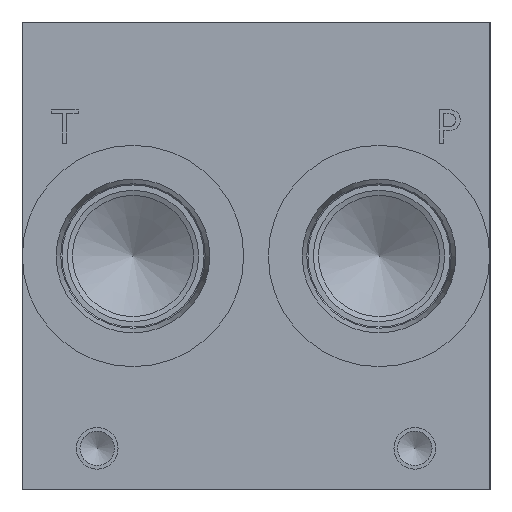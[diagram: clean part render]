
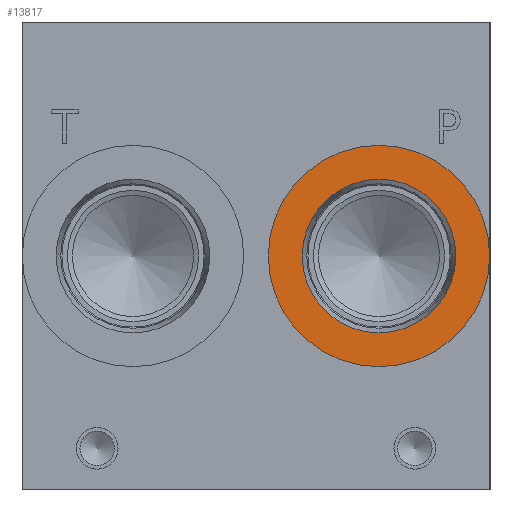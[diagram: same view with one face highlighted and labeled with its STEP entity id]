
A CAD part, left-side view. The second image highlights one B-rep face of the part: STEP entity #13817.
In plain terms, the highlighted planar face has unit normal (-1, 0, 0).
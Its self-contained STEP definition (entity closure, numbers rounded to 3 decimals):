
#463=CIRCLE('',#14650,21.019);
#464=CIRCLE('',#14651,21.019);
#465=CIRCLE('',#14653,14.592);
#466=CIRCLE('',#14654,14.592);
#596=FACE_BOUND('',#2472,.T.);
#978=PLANE('',#14652);
#1669=FACE_OUTER_BOUND('',#2471,.T.);
#2471=EDGE_LOOP('',(#12223,#12224));
#2472=EDGE_LOOP('',(#12225,#12226));
#6604=VERTEX_POINT('',#23966);
#6605=VERTEX_POINT('',#23968);
#6606=VERTEX_POINT('',#23972);
#6607=VERTEX_POINT('',#23973);
#8512=EDGE_CURVE('',#6604,#6605,#463,.T.);
#8513=EDGE_CURVE('',#6605,#6604,#464,.T.);
#8514=EDGE_CURVE('',#6606,#6607,#465,.T.);
#8515=EDGE_CURVE('',#6607,#6606,#466,.T.);
#12223=ORIENTED_EDGE('',*,*,#8513,.F.);
#12224=ORIENTED_EDGE('',*,*,#8512,.F.);
#12225=ORIENTED_EDGE('',*,*,#8514,.T.);
#12226=ORIENTED_EDGE('',*,*,#8515,.T.);
#13817=ADVANCED_FACE('',(#1669,#596),#978,.F.);
#14650=AXIS2_PLACEMENT_3D('',#23969,#17479,#17480);
#14651=AXIS2_PLACEMENT_3D('',#23970,#17481,#17482);
#14652=AXIS2_PLACEMENT_3D('',#23971,#17483,#17484);
#14653=AXIS2_PLACEMENT_3D('',#23974,#17485,#17486);
#14654=AXIS2_PLACEMENT_3D('',#23975,#17487,#17488);
#17479=DIRECTION('center_axis',(1.,0.,0.));
#17480=DIRECTION('ref_axis',(0.,0.,-1.));
#17481=DIRECTION('center_axis',(1.,0.,0.));
#17482=DIRECTION('ref_axis',(0.,0.,-1.));
#17483=DIRECTION('center_axis',(1.,0.,0.));
#17484=DIRECTION('ref_axis',(0.,0.,-1.));
#17485=DIRECTION('center_axis',(1.,0.,0.));
#17486=DIRECTION('ref_axis',(0.,0.,-1.));
#17487=DIRECTION('center_axis',(1.,0.,0.));
#17488=DIRECTION('ref_axis',(0.,0.,-1.));
#23966=CARTESIAN_POINT('',(0.787,21.082,23.432));
#23968=CARTESIAN_POINT('',(0.787,21.082,65.469));
#23969=CARTESIAN_POINT('Origin',(0.787,21.082,44.45));
#23970=CARTESIAN_POINT('Origin',(0.787,21.082,44.45));
#23971=CARTESIAN_POINT('Origin',(0.787,21.082,59.042));
#23972=CARTESIAN_POINT('',(0.787,21.082,59.042));
#23973=CARTESIAN_POINT('',(0.787,21.082,29.858));
#23974=CARTESIAN_POINT('Origin',(0.787,21.082,44.45));
#23975=CARTESIAN_POINT('Origin',(0.787,21.082,44.45));
